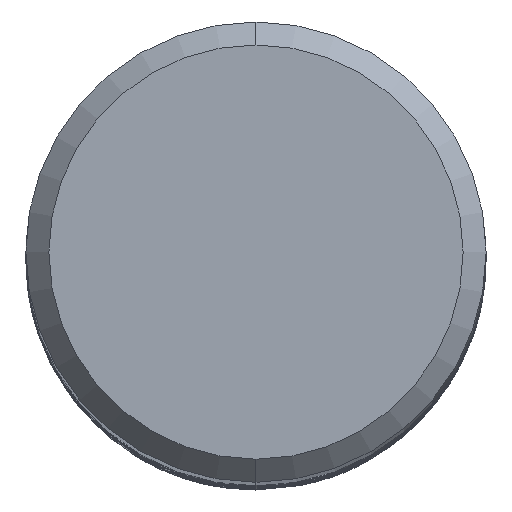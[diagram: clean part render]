
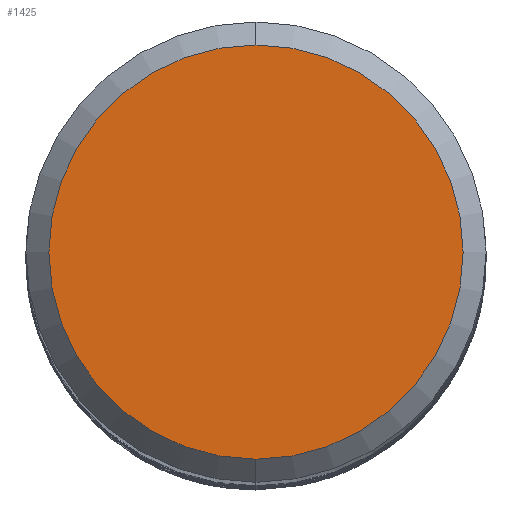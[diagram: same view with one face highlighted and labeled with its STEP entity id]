
A CAD part, top view. The second image highlights one B-rep face of the part: STEP entity #1425.
In plain terms, the highlighted planar face has unit normal (0, 0, 1).
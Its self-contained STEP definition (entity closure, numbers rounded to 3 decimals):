
#1425=ADVANCED_FACE('',(#4136),#4137,.T.);
#1985=EDGE_CURVE('',#2931,#2381,#4749,.T.);
#2137=EDGE_CURVE('',#2381,#2931,#4916,.T.);
#2381=VERTEX_POINT('',#5181);
#2931=VERTEX_POINT('',#5777);
#4136=FACE_OUTER_BOUND('',#7199,.T.);
#4137=PLANE('',#7200);
#4749=CIRCLE('',#13798,3.6);
#4916=CIRCLE('',#16398,3.6);
#5181=CARTESIAN_POINT('',(0.,-3.6,0.0));
#5777=CARTESIAN_POINT('',(0.0,3.6,0.0));
#7199=EDGE_LOOP('',(#44551,#44552));
#7200=AXIS2_PLACEMENT_3D('',#44553,#44554,#44555);
#13798=AXIS2_PLACEMENT_3D('',#45211,#45212,#45213);
#16398=AXIS2_PLACEMENT_3D('',#45420,#45421,#45422);
#44551=ORIENTED_EDGE('',*,*,#1985,.F.);
#44552=ORIENTED_EDGE('',*,*,#2137,.F.);
#44553=CARTESIAN_POINT('',(0.0,1.8,0.0));
#44554=DIRECTION('',(-0.0,0.0,1.0));
#44555=DIRECTION('',(0.0,-1.0,0.0));
#45211=CARTESIAN_POINT('',(0.0,0.0,0.0));
#45212=DIRECTION('',(0.0,0.0,-1.0));
#45213=DIRECTION('',(0.0,1.0,0.0));
#45420=CARTESIAN_POINT('',(0.0,0.0,0.0));
#45421=DIRECTION('',(0.0,0.0,-1.0));
#45422=DIRECTION('',(0.0,1.0,0.0));
